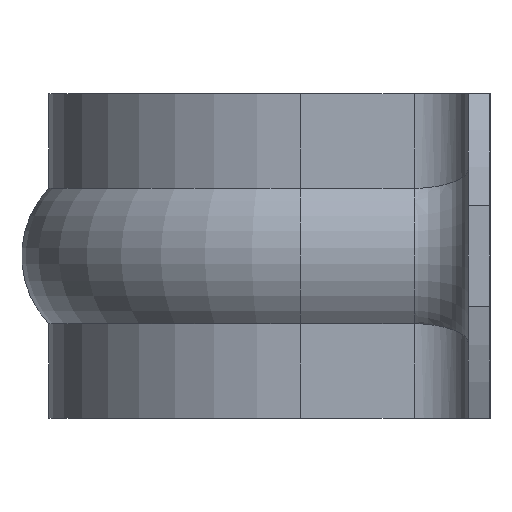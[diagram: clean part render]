
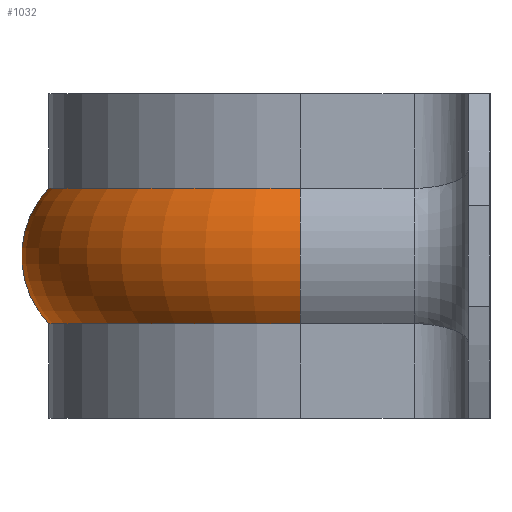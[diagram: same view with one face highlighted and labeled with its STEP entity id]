
A CAD part, left-side view. The second image highlights one B-rep face of the part: STEP entity #1032.
In plain terms, the highlighted toroidal (fillet/blend) face has major radius 6.675 mm and minor radius 3.625 mm.
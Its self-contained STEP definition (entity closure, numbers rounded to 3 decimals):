
#46=TOROIDAL_SURFACE('',#1169,6.675,3.625);
#120=FACE_OUTER_BOUND('',#184,.T.);
#184=EDGE_LOOP('',(#923,#924,#925,#926));
#390=CIRCLE('',#1133,3.625);
#394=CIRCLE('',#1143,3.625);
#401=CIRCLE('',#1163,9.3);
#404=CIRCLE('',#1168,9.3);
#474=VERTEX_POINT('',#1926);
#475=VERTEX_POINT('',#1930);
#483=VERTEX_POINT('',#1986);
#485=VERTEX_POINT('',#1992);
#603=EDGE_CURVE('',#474,#475,#390,.T.);
#619=EDGE_CURVE('',#485,#483,#394,.T.);
#641=EDGE_CURVE('',#474,#485,#401,.T.);
#645=EDGE_CURVE('',#475,#483,#404,.T.);
#923=ORIENTED_EDGE('',*,*,#603,.T.);
#924=ORIENTED_EDGE('',*,*,#645,.T.);
#925=ORIENTED_EDGE('',*,*,#619,.F.);
#926=ORIENTED_EDGE('',*,*,#641,.F.);
#1032=ADVANCED_FACE('',(#120),#46,.T.);
#1133=AXIS2_PLACEMENT_3D('',#1932,#1377,#1378);
#1143=AXIS2_PLACEMENT_3D('',#1994,#1407,#1408);
#1163=AXIS2_PLACEMENT_3D('',#2039,#1462,#1463);
#1168=AXIS2_PLACEMENT_3D('',#2046,#1473,#1474);
#1169=AXIS2_PLACEMENT_3D('',#2047,#1475,#1476);
#1377=DIRECTION('center_axis',(0.,1.,0.));
#1378=DIRECTION('ref_axis',(0.724,0.,-0.69));
#1407=DIRECTION('center_axis',(0.,-1.,0.));
#1408=DIRECTION('ref_axis',(-0.724,0.,-0.69));
#1462=DIRECTION('center_axis',(0.,0.,1.));
#1463=DIRECTION('ref_axis',(1.,0.,0.));
#1473=DIRECTION('center_axis',(0.,0.,1.));
#1474=DIRECTION('ref_axis',(1.,0.,0.));
#1475=DIRECTION('center_axis',(0.,0.,1.));
#1476=DIRECTION('ref_axis',(1.,0.,0.));
#1926=CARTESIAN_POINT('',(9.3,-9.3,2.5));
#1930=CARTESIAN_POINT('',(9.3,-9.3,-2.5));
#1932=CARTESIAN_POINT('Origin',(6.675,-9.3,0.));
#1986=CARTESIAN_POINT('',(-9.3,-9.3,-2.5));
#1992=CARTESIAN_POINT('',(-9.3,-9.3,2.5));
#1994=CARTESIAN_POINT('Origin',(-6.675,-9.3,0.));
#2039=CARTESIAN_POINT('Origin',(0.,-9.3,2.5));
#2046=CARTESIAN_POINT('Origin',(0.,-9.3,-2.5));
#2047=CARTESIAN_POINT('Origin',(0.,-9.3,0.));
